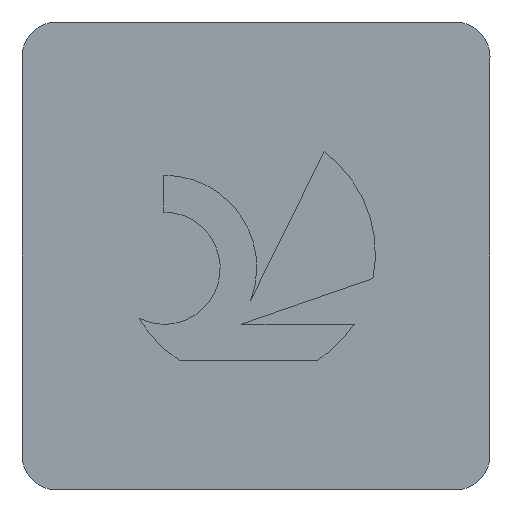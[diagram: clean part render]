
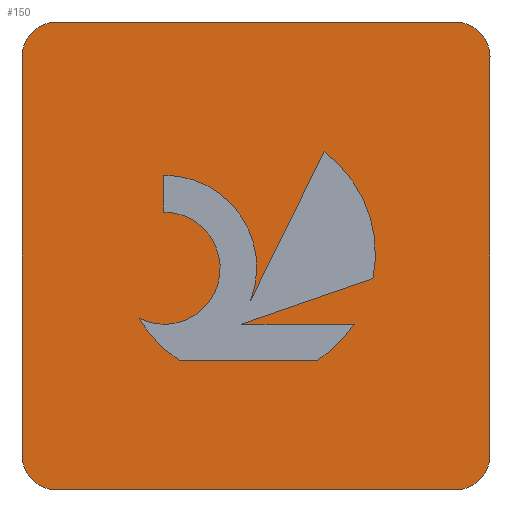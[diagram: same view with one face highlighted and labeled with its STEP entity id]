
A CAD part, top view. The second image highlights one B-rep face of the part: STEP entity #150.
In plain terms, the highlighted planar face has unit normal (0, 0, 1).
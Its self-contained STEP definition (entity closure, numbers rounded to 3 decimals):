
#142=VERTEX_POINT('',#394);
#144=VERTEX_POINT('',#396);
#150=ADVANCED_FACE('',(#403,#404),#405,.T.);
#154=EDGE_CURVE('',#184,#220,#409,.T.);
#158=VERTEX_POINT('',#413);
#170=VERTEX_POINT('',#427);
#182=EDGE_CURVE('',#350,#362,#441,.T.);
#184=VERTEX_POINT('',#443);
#190=VERTEX_POINT('',#450);
#192=VERTEX_POINT('',#452);
#194=EDGE_CURVE('',#220,#358,#454,.T.);
#210=VERTEX_POINT('',#472);
#218=VERTEX_POINT('',#481);
#220=VERTEX_POINT('',#483);
#222=VERTEX_POINT('',#485);
#228=EDGE_CURVE('',#310,#184,#492,.T.);
#230=EDGE_CURVE('',#282,#222,#494,.T.);
#244=EDGE_CURVE('',#210,#260,#510,.T.);
#260=VERTEX_POINT('',#526);
#262=EDGE_CURVE('',#144,#192,#528,.T.);
#270=EDGE_CURVE('',#142,#144,#537,.T.);
#282=VERTEX_POINT('',#551);
#284=EDGE_CURVE('',#320,#210,#553,.T.);
#294=EDGE_CURVE('',#222,#158,#564,.T.);
#308=EDGE_CURVE('',#158,#320,#580,.T.);
#310=VERTEX_POINT('',#582);
#320=VERTEX_POINT('',#592);
#326=EDGE_CURVE('',#260,#190,#598,.T.);
#328=EDGE_CURVE('',#192,#350,#600,.T.);
#338=EDGE_CURVE('',#362,#376,#611,.T.);
#342=EDGE_CURVE('',#358,#142,#615,.T.);
#348=EDGE_CURVE('',#376,#170,#621,.T.);
#350=VERTEX_POINT('',#623);
#358=VERTEX_POINT('',#632);
#362=VERTEX_POINT('',#636);
#364=EDGE_CURVE('',#218,#282,#638,.T.);
#368=EDGE_CURVE('',#190,#218,#642,.T.);
#372=EDGE_CURVE('',#170,#310,#647,.T.);
#376=VERTEX_POINT('',#651);
#394=CARTESIAN_POINT('',(1.929,3.138,0.0));
#396=CARTESIAN_POINT('',(1.635,3.206,0.0));
#403=FACE_BOUND('',#670,.T.);
#404=FACE_OUTER_BOUND('',#671,.T.);
#405=PLANE('',#672);
#409=LINE('',#677,#678);
#413=CARTESIAN_POINT('',(5.0,5.4,0.0));
#427=CARTESIAN_POINT('',(2.538,1.914,0.0));
#441=LINE('',#723,#724);
#443=CARTESIAN_POINT('',(3.411,1.497,0.0));
#450=CARTESIAN_POINT('',(0.4,0.0,0.0));
#452=CARTESIAN_POINT('',(1.635,3.632,0.0));
#454=CIRCLE('',#738,1.466);
#472=CARTESIAN_POINT('',(0.,5.0,0.0));
#481=CARTESIAN_POINT('',(5.0,0.0,0.0));
#483=CARTESIAN_POINT('',(1.814,1.497,0.0));
#485=CARTESIAN_POINT('',(5.4,5.0,0.0));
#492=CIRCLE('',#786,1.466);
#494=LINE('',#789,#790);
#510=LINE('',#813,#814);
#526=CARTESIAN_POINT('',(0.0,0.4,0.0));
#528=LINE('',#838,#839);
#537=CIRCLE('',#853,0.647);
#551=CARTESIAN_POINT('',(5.4,0.4,0.0));
#553=CIRCLE('',#874,0.4);
#564=CIRCLE('',#887,0.4);
#580=LINE('',#912,#913);
#582=CARTESIAN_POINT('',(3.833,1.914,0.0));
#592=CARTESIAN_POINT('',(0.4,5.4,0.0));
#598=CIRCLE('',#939,0.4);
#600=CIRCLE('',#942,1.065);
#611=CIRCLE('',#955,1.466);
#615=CIRCLE('',#961,0.647);
#621=LINE('',#971,#972);
#623=CARTESIAN_POINT('',(2.637,2.184,0.0));
#632=CARTESIAN_POINT('',(1.35,1.981,0.0));
#636=CARTESIAN_POINT('',(3.485,3.903,0.0));
#638=CIRCLE('',#991,0.4);
#642=LINE('',#997,#998);
#647=LINE('',#1004,#1005);
#651=CARTESIAN_POINT('',(4.05,2.439,0.0));
#670=EDGE_LOOP('',(#1025,#1026,#1027,#1028,#1029,#1030,#1031,#1032,#1033,#1034,#1035));
#671=EDGE_LOOP('',(#1036,#1037,#1038,#1039,#1040,#1041,#1042,#1043));
#672=AXIS2_PLACEMENT_3D('',#1044,#1045,#1046);
#677=CARTESIAN_POINT('',(2.257,1.497,0.0));
#678=VECTOR('',#1047,1.0);
#723=CARTESIAN_POINT('',(3.17,3.264,0.0));
#724=VECTOR('',#1086,1.0);
#738=AXIS2_PLACEMENT_3D('',#1095,#1096,#1097);
#786=AXIS2_PLACEMENT_3D('',#1137,#1138,#1139);
#789=CARTESIAN_POINT('',(5.4,0.4,0.0));
#790=VECTOR('',#1140,1.0);
#813=CARTESIAN_POINT('',(0.0,5.0,0.0));
#814=VECTOR('',#1160,1.0);
#838=CARTESIAN_POINT('',(1.635,3.166,0.0));
#839=VECTOR('',#1166,1.0);
#853=AXIS2_PLACEMENT_3D('',#1177,#1178,#1179);
#874=AXIS2_PLACEMENT_3D('',#1205,#1206,#1207);
#887=AXIS2_PLACEMENT_3D('',#1218,#1219,#1220);
#912=CARTESIAN_POINT('',(5.0,5.4,0.0));
#913=VECTOR('',#1241,1.0);
#939=AXIS2_PLACEMENT_3D('',#1253,#1254,#1255);
#942=AXIS2_PLACEMENT_3D('',#1256,#1257,#1258);
#955=AXIS2_PLACEMENT_3D('',#1270,#1271,#1272);
#961=AXIS2_PLACEMENT_3D('',#1276,#1277,#1278);
#971=CARTESIAN_POINT('',(2.732,1.981,0.0));
#972=VECTOR('',#1283,1.0);
#991=AXIS2_PLACEMENT_3D('',#1295,#1296,#1297);
#997=CARTESIAN_POINT('',(0.4,0.0,0.0));
#998=VECTOR('',#1301,1.0);
#1004=CARTESIAN_POINT('',(3.266,1.914,0.0));
#1005=VECTOR('',#1310,1.0);
#1025=ORIENTED_EDGE('',*,*,#262,.T.);
#1026=ORIENTED_EDGE('',*,*,#328,.T.);
#1027=ORIENTED_EDGE('',*,*,#182,.T.);
#1028=ORIENTED_EDGE('',*,*,#338,.T.);
#1029=ORIENTED_EDGE('',*,*,#348,.T.);
#1030=ORIENTED_EDGE('',*,*,#372,.T.);
#1031=ORIENTED_EDGE('',*,*,#228,.T.);
#1032=ORIENTED_EDGE('',*,*,#154,.T.);
#1033=ORIENTED_EDGE('',*,*,#194,.T.);
#1034=ORIENTED_EDGE('',*,*,#342,.T.);
#1035=ORIENTED_EDGE('',*,*,#270,.T.);
#1036=ORIENTED_EDGE('',*,*,#368,.T.);
#1037=ORIENTED_EDGE('',*,*,#364,.T.);
#1038=ORIENTED_EDGE('',*,*,#230,.T.);
#1039=ORIENTED_EDGE('',*,*,#294,.T.);
#1040=ORIENTED_EDGE('',*,*,#308,.T.);
#1041=ORIENTED_EDGE('',*,*,#284,.T.);
#1042=ORIENTED_EDGE('',*,*,#244,.T.);
#1043=ORIENTED_EDGE('',*,*,#326,.T.);
#1044=CARTESIAN_POINT('',(2.7,2.7,0.0));
#1045=DIRECTION('',(0.0,0.0,1.0));
#1046=DIRECTION('',(1.0,0.0,0.0));
#1047=DIRECTION('',(-1.0,0.0,0.0));
#1086=DIRECTION('',(0.442,0.897,-0.0));
#1095=CARTESIAN_POINT('',(2.612,2.726,0.0));
#1096=DIRECTION('',(-0.0,0.0,-1.0));
#1097=DIRECTION('',(-0.861,-0.508,0.0));
#1137=CARTESIAN_POINT('',(2.612,2.726,0.0));
#1138=DIRECTION('',(0.0,-0.0,-1.0));
#1139=DIRECTION('',(0.545,-0.838,0.0));
#1140=DIRECTION('',(0.0,1.0,0.0));
#1160=DIRECTION('',(0.0,-1.0,0.0));
#1166=DIRECTION('',(0.0,1.0,0.0));
#1177=CARTESIAN_POINT('',(1.639,2.559,0.0));
#1178=DIRECTION('',(0.0,0.0,1.0));
#1179=DIRECTION('',(-0.447,-0.894,0.0));
#1205=CARTESIAN_POINT('',(0.4,5.,0.0));
#1206=DIRECTION('',(0.0,0.0,1.0));
#1207=DIRECTION('',(0.,1.0,0.0));
#1218=CARTESIAN_POINT('',(5.,5.,0.0));
#1219=DIRECTION('',(0.0,-0.0,1.0));
#1220=DIRECTION('',(1.0,0.,0.0));
#1241=DIRECTION('',(-1.0,0.0,0.0));
#1253=CARTESIAN_POINT('',(0.4,0.4,0.0));
#1254=DIRECTION('',(0.0,0.0,1.0));
#1255=DIRECTION('',(-1.0,0.,0.0));
#1256=CARTESIAN_POINT('',(1.644,2.567,0.0));
#1257=DIRECTION('',(0.0,-0.0,-1.0));
#1258=DIRECTION('',(0.933,-0.359,0.0));
#1270=CARTESIAN_POINT('',(2.612,2.726,0.0));
#1271=DIRECTION('',(0.0,-0.0,-1.0));
#1272=DIRECTION('',(0.981,-0.196,0.0));
#1276=CARTESIAN_POINT('',(1.639,2.559,0.0));
#1277=DIRECTION('',(0.0,0.0,1.0));
#1278=DIRECTION('',(-0.447,-0.894,0.0));
#1283=DIRECTION('',(-0.945,-0.328,0.0));
#1295=CARTESIAN_POINT('',(5.,0.4,0.0));
#1296=DIRECTION('',(0.0,0.0,1.0));
#1297=DIRECTION('',(0.,-1.0,0.0));
#1301=DIRECTION('',(1.0,0.0,0.0));
#1310=DIRECTION('',(1.0,0.0,0.0));
